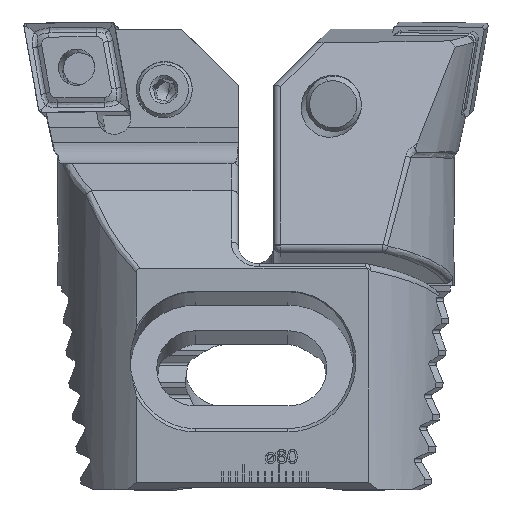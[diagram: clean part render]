
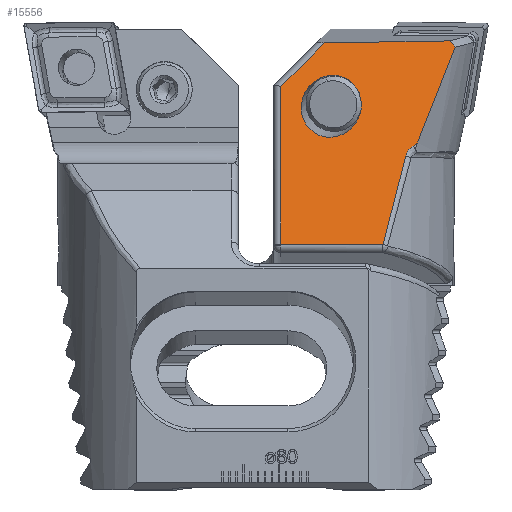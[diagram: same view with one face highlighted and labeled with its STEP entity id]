
A CAD part, top view. The second image highlights one B-rep face of the part: STEP entity #15556.
In plain terms, the highlighted face is planar.
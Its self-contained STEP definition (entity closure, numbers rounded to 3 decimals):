
#112 = CARTESIAN_POINT ( 'NONE',  ( 14.836, -31.179, -20.941 ) ) ;
#500 = CARTESIAN_POINT ( 'NONE',  ( 22.334, -16.1, -16.901 ) ) ;
#592 = B_SPLINE_CURVE_WITH_KNOTS ( 'NONE', 3,
 ( #8148, #1518, #10845, #2854, #12228, #4180, #13581, #5534 ),
 .UNSPECIFIED., .F., .F.,
 ( 4, 2, 2, 4 ),
 ( 0., 0.001, 0.001, 0.002 ),
 .UNSPECIFIED. ) ;
#874 = CARTESIAN_POINT ( 'NONE',  ( 42.425, -22.115, -18.512 ) ) ;
#926 = CARTESIAN_POINT ( 'NONE',  ( 9.977, -16.913, -17.119 ) ) ;
#972 = CARTESIAN_POINT ( 'NONE',  ( 10.593, -17.341, -17.233 ) ) ;
#973 = CARTESIAN_POINT ( 'NONE',  ( 29.25, -8.939, -14.982 ) ) ;
#1220 = VERTEX_POINT ( 'NONE', #3301 ) ;
#1232 = LINE ( 'NONE', #874, #7901 ) ;
#1502 = ORIENTED_EDGE ( 'NONE', *, *, #1832, .T. ) ;
#1518 = CARTESIAN_POINT ( 'NONE',  ( 10.844, -17.514, -17.28 ) ) ;
#1718 = ORIENTED_EDGE ( 'NONE', *, *, #14266, .T. ) ;
#1832 = EDGE_CURVE ( 'NONE', #10681, #10804, #15500, .T. ) ;
#1842 = DIRECTION ( 'NONE',  ( -1., 0., 0. ) ) ;
#1936 = DIRECTION ( 'NONE',  ( 0., -0.966, -0.259 ) ) ;
#2000 = VERTEX_POINT ( 'NONE', #500 ) ;
#2125 = CARTESIAN_POINT ( 'NONE',  ( 10.182, -17.057, -17.157 ) ) ;
#2301 = CARTESIAN_POINT ( 'NONE',  ( 10.387, -17.199, -17.195 ) ) ;
#2644 = CARTESIAN_POINT ( 'NONE',  ( 30.797, -16.1, -16.901 ) ) ;
#2747 = ORIENTED_EDGE ( 'NONE', *, *, #5883, .T. ) ;
#2758 = ORIENTED_EDGE ( 'NONE', *, *, #12225, .F. ) ;
#2786 = CARTESIAN_POINT ( 'NONE',  ( 11.631, -18.755, -17.612 ) ) ;
#2815 = CARTESIAN_POINT ( 'NONE',  ( 4.665, -3.366, -13.489 ) ) ;
#2854 = CARTESIAN_POINT ( 'NONE',  ( 11.339, -18.075, -17.43 ) ) ;
#2871 = CARTESIAN_POINT ( 'NONE',  ( 23.087, -2.776, -13.331 ) ) ;
#3099 = EDGE_CURVE ( 'NONE', #12165, #9941, #15696, .T. ) ;
#3249 = VECTOR ( 'NONE', #1842, 1000. ) ;
#3260 = EDGE_CURVE ( 'NONE', #1220, #16705, #17191, .T. ) ;
#3301 = CARTESIAN_POINT ( 'NONE',  ( 29.25, -31.179, -20.941 ) ) ;
#3435 = CARTESIAN_POINT ( 'NONE',  ( 4.665, -3.366, -13.489 ) ) ;
#3905 = EDGE_CURVE ( 'NONE', #10804, #11184, #6109, .T. ) ;
#3988 = ORIENTED_EDGE ( 'NONE', *, *, #3099, .F. ) ;
#4003 = ORIENTED_EDGE ( 'NONE', *, *, #12111, .F. ) ;
#4128 = CARTESIAN_POINT ( 'NONE',  ( 4.938, -3.078, -13.412 ) ) ;
#4180 = CARTESIAN_POINT ( 'NONE',  ( 11.549, -18.47, -17.536 ) ) ;
#4578 =( BOUNDED_CURVE ( )  B_SPLINE_CURVE ( 3, ( #16372, #12358, #5675, #15126 ),
 .UNSPECIFIED., .F., .T. ) 
 B_SPLINE_CURVE_WITH_KNOTS ( ( 4, 4 ),
 ( 3.432, 6.573 ),
 .UNSPECIFIED. ) 
 CURVE ( )  GEOMETRIC_REPRESENTATION_ITEM ( )  RATIONAL_B_SPLINE_CURVE ( ( 1., 0.333, 0.333, 1. ) ) 
 REPRESENTATION_ITEM ( '' )  );
#4864 = DIRECTION ( 'NONE',  ( 0., -0.966, -0.259 ) ) ;
#4897 = VERTEX_POINT ( 'NONE', #12571 ) ;
#5263 = CARTESIAN_POINT ( 'NONE',  ( 30.382, -7.345, -14.555 ) ) ;
#5492 = CARTESIAN_POINT ( 'NONE',  ( 5.211, -2.791, -13.335 ) ) ;
#5534 = CARTESIAN_POINT ( 'NONE',  ( 11.631, -18.755, -17.612 ) ) ;
#5584 = FACE_OUTER_BOUND ( 'NONE', #14672, .T. ) ;
#5626 = ORIENTED_EDGE ( 'NONE', *, *, #8716, .F. ) ;
#5675 = CARTESIAN_POINT ( 'NONE',  ( 13.458, -7.345, -14.555 ) ) ;
#5796 =( BOUNDED_CURVE ( )  B_SPLINE_CURVE ( 3, ( #9231, #5263, #2644, #12006 ),
 .UNSPECIFIED., .F., .F. ) 
 B_SPLINE_CURVE_WITH_KNOTS ( ( 4, 4 ),
 ( 0.29, 3.432 ),
 .UNSPECIFIED. ) 
 CURVE ( )  GEOMETRIC_REPRESENTATION_ITEM ( )  RATIONAL_B_SPLINE_CURVE ( ( 1., 0.333, 0.333, 1. ) ) 
 REPRESENTATION_ITEM ( '' )  );
#5883 = EDGE_CURVE ( 'NONE', #11184, #9941, #12466, .T. ) ;
#6109 =( BOUNDED_CURVE ( )  B_SPLINE_CURVE ( 3, ( #15470, #15525, #11439, #3435 ),
 .UNSPECIFIED., .F., .F. ) 
 B_SPLINE_CURVE_WITH_KNOTS ( ( 4, 4 ),
 ( 4.11, 4.265 ),
 .UNSPECIFIED. ) 
 CURVE ( )  GEOMETRIC_REPRESENTATION_ITEM ( )  RATIONAL_B_SPLINE_CURVE ( ( 1., 0.998, 0.998, 1. ) ) 
 REPRESENTATION_ITEM ( '' )  );
#6171 = PLANE ( 'NONE',  #6644 ) ;
#6487 = LINE ( 'NONE', #12660, #9606 ) ;
#6527 = ORIENTED_EDGE ( 'NONE', *, *, #10507, .T. ) ;
#6644 = AXIS2_PLACEMENT_3D ( 'NONE', #11545, #12914, #4864 ) ;
#7801 = DIRECTION ( 'NONE',  ( -1., 0.015, 0.004 ) ) ;
#7901 = VECTOR ( 'NONE', #12972, 1000. ) ;
#8066 = CARTESIAN_POINT ( 'NONE',  ( 13.672, -27.392, -19.926 ) ) ;
#8148 = CARTESIAN_POINT ( 'NONE',  ( 10.593, -17.341, -17.233 ) ) ;
#8208 = CARTESIAN_POINT ( 'NONE',  ( 14.836, -31.179, -20.941 ) ) ;
#8382 = VERTEX_POINT ( 'NONE', #8916 ) ;
#8384 = VERTEX_POINT ( 'NONE', #973 ) ;
#8716 = EDGE_CURVE ( 'NONE', #10681, #8382, #592, .T. ) ;
#8916 = CARTESIAN_POINT ( 'NONE',  ( 11.631, -18.755, -17.612 ) ) ;
#9231 = CARTESIAN_POINT ( 'NONE',  ( 21.92, -7.345, -14.555 ) ) ;
#9606 = VECTOR ( 'NONE', #1936, 1000. ) ;
#9848 = CARTESIAN_POINT ( 'NONE',  ( 65.15, -31.179, -20.941 ) ) ;
#9941 = VERTEX_POINT ( 'NONE', #12545 ) ;
#10489 = CARTESIAN_POINT ( 'NONE',  ( 65.108, -3.426, -13.505 ) ) ;
#10507 = EDGE_CURVE ( 'NONE', #8384, #1220, #6487, .T. ) ;
#10543 = CARTESIAN_POINT ( 'NONE',  ( 4.665, -3.366, -13.489 ) ) ;
#10546 = EDGE_LOOP ( 'NONE', ( #2758, #4003 ) ) ;
#10681 = VERTEX_POINT ( 'NONE', #12993 ) ;
#10772 = CARTESIAN_POINT ( 'NONE',  ( 12.601, -23.24, -18.814 ) ) ;
#10804 = VERTEX_POINT ( 'NONE', #14855 ) ;
#10845 = CARTESIAN_POINT ( 'NONE',  ( 11.067, -17.719, -17.335 ) ) ;
#11184 = VERTEX_POINT ( 'NONE', #10543 ) ;
#11439 = CARTESIAN_POINT ( 'NONE',  ( 6.387, -8.107, -14.759 ) ) ;
#11502 = ORIENTED_EDGE ( 'NONE', *, *, #15240, .T. ) ;
#11545 = CARTESIAN_POINT ( 'NONE',  ( 65.15, -0.912, -12.831 ) ) ;
#12006 = CARTESIAN_POINT ( 'NONE',  ( 22.334, -16.1, -16.901 ) ) ;
#12111 = EDGE_CURVE ( 'NONE', #4897, #2000, #5796, .T. ) ;
#12165 = VERTEX_POINT ( 'NONE', #2871 ) ;
#12225 = EDGE_CURVE ( 'NONE', #2000, #4897, #4578, .T. ) ;
#12228 = CARTESIAN_POINT ( 'NONE',  ( 11.419, -18.204, -17.464 ) ) ;
#12358 = CARTESIAN_POINT ( 'NONE',  ( 13.872, -16.1, -16.901 ) ) ;
#12466 = B_SPLINE_CURVE_WITH_KNOTS ( 'NONE', 3,
 ( #2815, #4128, #5492, #14936 ),
 .UNSPECIFIED., .F., .F.,
 ( 4, 4 ),
 ( 0., 1. ),
 .UNSPECIFIED. ) ;
#12545 = CARTESIAN_POINT ( 'NONE',  ( 5.483, -2.504, -13.258 ) ) ;
#12571 = CARTESIAN_POINT ( 'NONE',  ( 21.92, -7.345, -14.555 ) ) ;
#12660 = CARTESIAN_POINT ( 'NONE',  ( 29.25, -0.912, -12.831 ) ) ;
#12914 = DIRECTION ( 'NONE',  ( 0., -0.259, 0.966 ) ) ;
#12972 = DIRECTION ( 'NONE',  ( 0.695, -0.695, -0.186 ) ) ;
#12993 = CARTESIAN_POINT ( 'NONE',  ( 10.593, -17.341, -17.233 ) ) ;
#13581 = CARTESIAN_POINT ( 'NONE',  ( 11.599, -18.609, -17.573 ) ) ;
#13839 = ORIENTED_EDGE ( 'NONE', *, *, #3260, .T. ) ;
#14266 = EDGE_CURVE ( 'NONE', #12165, #8384, #1232, .T. ) ;
#14672 = EDGE_LOOP ( 'NONE', ( #15407, #2747, #3988, #1718, #6527, #13839, #11502, #5626, #1502 ) ) ;
#14855 = CARTESIAN_POINT ( 'NONE',  ( 9.977, -16.913, -17.119 ) ) ;
#14936 = CARTESIAN_POINT ( 'NONE',  ( 5.483, -2.504, -13.258 ) ) ;
#15126 = CARTESIAN_POINT ( 'NONE',  ( 21.92, -7.345, -14.555 ) ) ;
#15240 = EDGE_CURVE ( 'NONE', #16705, #8382, #16383, .T. ) ;
#15267 = VECTOR ( 'NONE', #7801, 1000. ) ;
#15407 = ORIENTED_EDGE ( 'NONE', *, *, #3905, .T. ) ;
#15470 = CARTESIAN_POINT ( 'NONE',  ( 9.977, -16.913, -17.119 ) ) ;
#15500 = B_SPLINE_CURVE_WITH_KNOTS ( 'NONE', 3,
 ( #972, #2301, #2125, #926 ),
 .UNSPECIFIED., .F., .F.,
 ( 4, 4 ),
 ( 0., 0.001 ),
 .UNSPECIFIED. ) ;
#15525 = CARTESIAN_POINT ( 'NONE',  ( 8.161, -12.632, -15.972 ) ) ;
#15556 = ADVANCED_FACE ( 'NONE', ( #5584, #15953 ), #6171, .F. ) ;
#15696 = LINE ( 'NONE', #10489, #15267 ) ;
#15953 = FACE_BOUND ( 'NONE', #10546, .T. ) ;
#16372 = CARTESIAN_POINT ( 'NONE',  ( 22.334, -16.1, -16.901 ) ) ;
#16383 =( BOUNDED_CURVE ( )  B_SPLINE_CURVE ( 3, ( #112, #8066, #10772, #2786 ),
 .UNSPECIFIED., .F., .F. ) 
 B_SPLINE_CURVE_WITH_KNOTS ( ( 4, 4 ),
 ( 3.859, 4.033 ),
 .UNSPECIFIED. ) 
 CURVE ( )  GEOMETRIC_REPRESENTATION_ITEM ( )  RATIONAL_B_SPLINE_CURVE ( ( 1., 0.997, 0.997, 1. ) ) 
 REPRESENTATION_ITEM ( '' )  );
#16705 = VERTEX_POINT ( 'NONE', #8208 ) ;
#17191 = LINE ( 'NONE', #9848, #3249 ) ;
